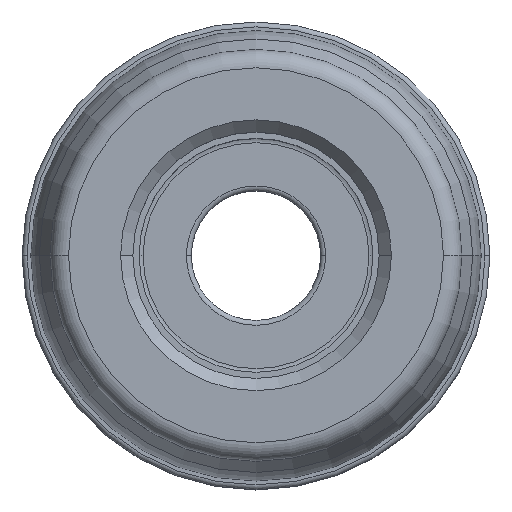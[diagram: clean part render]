
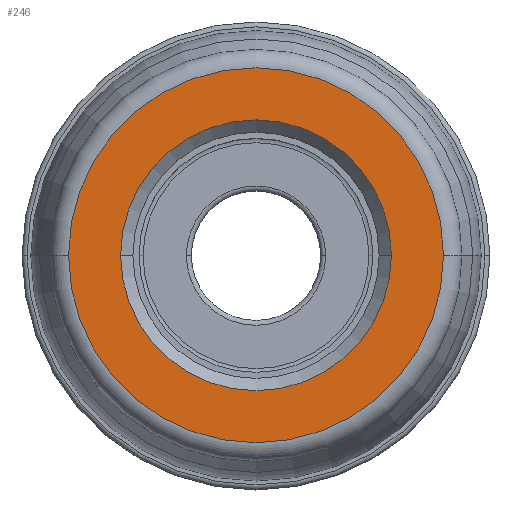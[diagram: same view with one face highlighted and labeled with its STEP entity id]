
A CAD part, top view. The second image highlights one B-rep face of the part: STEP entity #246.
In plain terms, the highlighted planar face has unit normal (0, 0, 1).
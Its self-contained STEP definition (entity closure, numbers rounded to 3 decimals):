
#67=PLANE('',#2269);
#81=FACE_BOUND('',#564,.T.);
#82=FACE_BOUND('',#565,.T.);
#246=ADVANCED_FACE('',(#81,#82),#67,.T.);
#564=EDGE_LOOP('',(#984,#985));
#565=EDGE_LOOP('',(#986,#987));
#984=ORIENTED_EDGE('',*,*,#1423,.F.);
#985=ORIENTED_EDGE('',*,*,#1421,.F.);
#986=ORIENTED_EDGE('',*,*,#1426,.F.);
#987=ORIENTED_EDGE('',*,*,#1427,.F.);
#1198=VERTEX_POINT('',#4061);
#1199=VERTEX_POINT('',#4063);
#1200=VERTEX_POINT('',#4073);
#1201=VERTEX_POINT('',#4074);
#1421=EDGE_CURVE('',#1198,#1199,#1708,.T.);
#1423=EDGE_CURVE('',#1199,#1198,#1710,.T.);
#1426=EDGE_CURVE('',#1200,#1201,#1713,.T.);
#1427=EDGE_CURVE('',#1201,#1200,#1714,.T.);
#1708=CIRCLE('',#2258,15.27);
#1710=CIRCLE('',#2261,15.27);
#1713=CIRCLE('',#2267,11.025);
#1714=CIRCLE('',#2268,11.025);
#2258=AXIS2_PLACEMENT_3D('',#4062,#2807,#2808);
#2261=AXIS2_PLACEMENT_3D('',#4066,#2813,#2814);
#2267=AXIS2_PLACEMENT_3D('',#4072,#2825,#2826);
#2268=AXIS2_PLACEMENT_3D('',#4075,#2827,#2828);
#2269=AXIS2_PLACEMENT_3D('',#4076,#2829,#2830);
#2807=DIRECTION('',(0.,0.,-1.));
#2808=DIRECTION('',(1.,0.,0.));
#2813=DIRECTION('',(0.,0.,-1.));
#2814=DIRECTION('',(-1.,0.,0.));
#2825=DIRECTION('',(0.,0.,1.));
#2826=DIRECTION('',(1.,0.,0.));
#2827=DIRECTION('',(0.,0.,1.));
#2828=DIRECTION('',(-1.,0.,0.));
#2829=DIRECTION('',(0.,0.,1.));
#2830=DIRECTION('',(1.,0.,0.));
#4061=CARTESIAN_POINT('',(15.27,0.,0.));
#4062=CARTESIAN_POINT('',(0.,0.,0.));
#4063=CARTESIAN_POINT('',(-15.27,0.,0.));
#4066=CARTESIAN_POINT('',(0.,0.,0.));
#4072=CARTESIAN_POINT('',(0.,0.,0.));
#4073=CARTESIAN_POINT('',(11.025,0.,0.));
#4074=CARTESIAN_POINT('',(-11.025,0.,0.));
#4075=CARTESIAN_POINT('',(0.,0.,0.));
#4076=CARTESIAN_POINT('',(0.,0.,0.));
